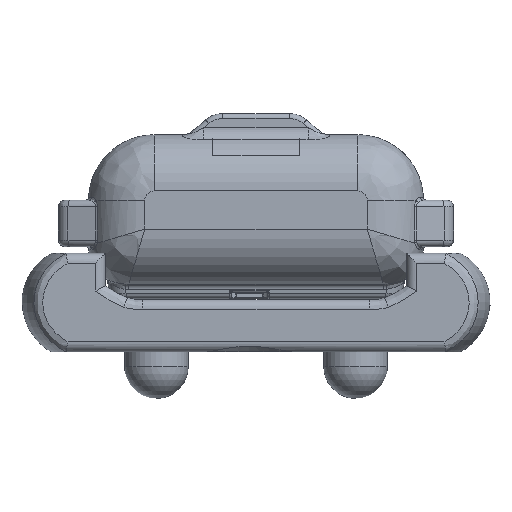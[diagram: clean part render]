
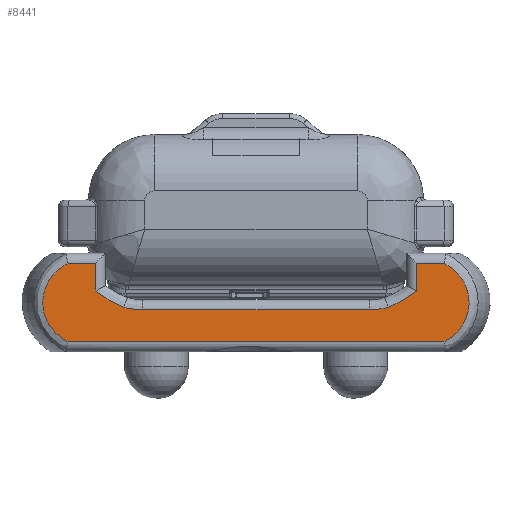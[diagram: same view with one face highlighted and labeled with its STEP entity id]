
A CAD part, front view. The second image highlights one B-rep face of the part: STEP entity #8441.
In plain terms, the highlighted planar face has unit normal (0, -1, 0).
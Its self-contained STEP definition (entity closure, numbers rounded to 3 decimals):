
#275=B_SPLINE_CURVE_WITH_KNOTS('',3,(#17735,#17736,#17737,#17738),
 .UNSPECIFIED.,.F.,.F.,(4,4),(0.893,1.388),
 .UNSPECIFIED.);
#277=B_SPLINE_CURVE_WITH_KNOTS('',3,(#17784,#17785,#17786,#17787,#17788),
 .UNSPECIFIED.,.F.,.F.,(4,1,4),(1.776,1.941,2.065),
 .UNSPECIFIED.);
#280=B_SPLINE_CURVE_WITH_KNOTS('',3,(#17848,#17849,#17850,#17851),
 .UNSPECIFIED.,.F.,.F.,(4,4),(0.,0.494),.UNSPECIFIED.);
#281=B_SPLINE_CURVE_WITH_KNOTS('',3,(#17888,#17889,#17890,#17891,#17892),
 .UNSPECIFIED.,.F.,.F.,(4,1,4),(1.777,1.942,2.066),
 .UNSPECIFIED.);
#290=B_SPLINE_CURVE_WITH_KNOTS('',3,(#17982,#17983,#17984,#17985,#17986,
#17987,#17988),.UNSPECIFIED.,.F.,.F.,(4,1,1,1,4),(8.132,8.322,
8.764,9.205,9.616),.UNSPECIFIED.);
#299=B_SPLINE_CURVE_WITH_KNOTS('',3,(#18273,#18274,#18275,#18276,#18277,
#18278,#18279),.UNSPECIFIED.,.F.,.F.,(4,1,1,1,4),(0.475,0.886,
1.107,1.548,1.959),.UNSPECIFIED.);
#745=PLANE('',#9356);
#1179=FACE_OUTER_BOUND('',#1704,.T.);
#1704=EDGE_LOOP('',(#7203,#7204,#7205,#7206,#7207,#7208,#7209,#7210,#7211,
#7212,#7213,#7214));
#2634=LINE('',#17794,#3020);
#2638=LINE('',#18159,#3024);
#2640=LINE('',#18173,#3026);
#2641=LINE('',#18177,#3027);
#2644=LINE('',#18270,#3030);
#2645=LINE('',#18272,#3031);
#3020=VECTOR('',#11350,1.5);
#3024=VECTOR('',#11374,10.);
#3026=VECTOR('',#11378,10.);
#3027=VECTOR('',#11383,10.);
#3030=VECTOR('',#11388,10.);
#3031=VECTOR('',#11389,10.);
#3685=VERTEX_POINT('',#17717);
#3686=VERTEX_POINT('',#17734);
#3688=VERTEX_POINT('',#17780);
#3690=VERTEX_POINT('',#17790);
#3692=VERTEX_POINT('',#17823);
#3695=VERTEX_POINT('',#17846);
#3708=VERTEX_POINT('',#17980);
#3709=VERTEX_POINT('',#17981);
#3714=VERTEX_POINT('',#18157);
#3716=VERTEX_POINT('',#18176);
#3722=VERTEX_POINT('',#18269);
#3723=VERTEX_POINT('',#18271);
#4875=EDGE_CURVE('',#3685,#3686,#275,.T.);
#4880=EDGE_CURVE('',#3686,#3688,#277,.T.);
#4883=EDGE_CURVE('',#3688,#3690,#2634,.T.);
#4887=EDGE_CURVE('',#3695,#3692,#280,.T.);
#4889=EDGE_CURVE('',#3690,#3695,#281,.T.);
#4904=EDGE_CURVE('',#3708,#3709,#290,.T.);
#4910=EDGE_CURVE('',#3714,#3708,#2638,.T.);
#4913=EDGE_CURVE('',#3692,#3714,#2640,.T.);
#4915=EDGE_CURVE('',#3709,#3716,#2641,.T.);
#4922=EDGE_CURVE('',#3722,#3685,#2644,.T.);
#4923=EDGE_CURVE('',#3723,#3722,#2645,.T.);
#4924=EDGE_CURVE('',#3716,#3723,#299,.T.);
#7203=ORIENTED_EDGE('',*,*,#4922,.F.);
#7204=ORIENTED_EDGE('',*,*,#4923,.F.);
#7205=ORIENTED_EDGE('',*,*,#4924,.F.);
#7206=ORIENTED_EDGE('',*,*,#4915,.F.);
#7207=ORIENTED_EDGE('',*,*,#4904,.F.);
#7208=ORIENTED_EDGE('',*,*,#4910,.F.);
#7209=ORIENTED_EDGE('',*,*,#4913,.F.);
#7210=ORIENTED_EDGE('',*,*,#4887,.F.);
#7211=ORIENTED_EDGE('',*,*,#4889,.F.);
#7212=ORIENTED_EDGE('',*,*,#4883,.F.);
#7213=ORIENTED_EDGE('',*,*,#4880,.F.);
#7214=ORIENTED_EDGE('',*,*,#4875,.F.);
#8441=ADVANCED_FACE('',(#1179),#745,.F.);
#9356=AXIS2_PLACEMENT_3D('',#18268,#11386,#11387);
#11350=DIRECTION('',(1.,0.,0.));
#11374=DIRECTION('',(1.,0.,0.));
#11378=DIRECTION('',(0.,0.,1.));
#11383=DIRECTION('',(-1.,0.,0.));
#11386=DIRECTION('center_axis',(0.,1.,0.));
#11387=DIRECTION('ref_axis',(-1.,0.,0.));
#11388=DIRECTION('',(0.,0.,-1.));
#11389=DIRECTION('',(1.,0.,0.));
#17717=CARTESIAN_POINT('',(-24.191,-18.3,-0.821));
#17734=CARTESIAN_POINT('',(-19.907,-18.3,-3.261));
#17735=CARTESIAN_POINT('Ctrl Pts',(-24.191,-18.3,-0.821));
#17736=CARTESIAN_POINT('Ctrl Pts',(-22.85,-18.3,-1.779));
#17737=CARTESIAN_POINT('Ctrl Pts',(-21.449,-18.3,-2.678));
#17738=CARTESIAN_POINT('Ctrl Pts',(-19.907,-18.3,-3.261));
#17780=CARTESIAN_POINT('',(-17.05,-18.3,-3.614));
#17784=CARTESIAN_POINT('Ctrl Pts',(-19.907,-18.3,-3.261));
#17785=CARTESIAN_POINT('Ctrl Pts',(-19.392,-18.3,-3.455));
#17786=CARTESIAN_POINT('Ctrl Pts',(-18.422,-18.3,-3.586));
#17787=CARTESIAN_POINT('Ctrl Pts',(-17.463,-18.3,-3.614));
#17788=CARTESIAN_POINT('Ctrl Pts',(-17.05,-18.3,-3.614));
#17790=CARTESIAN_POINT('',(17.05,-18.3,-3.614));
#17794=CARTESIAN_POINT('',(8.525,-18.3,-3.614));
#17823=CARTESIAN_POINT('',(24.191,-18.3,-0.821));
#17846=CARTESIAN_POINT('',(19.907,-18.3,-3.261));
#17848=CARTESIAN_POINT('Ctrl Pts',(19.907,-18.3,-3.261));
#17849=CARTESIAN_POINT('Ctrl Pts',(21.449,-18.3,-2.678));
#17850=CARTESIAN_POINT('Ctrl Pts',(22.85,-18.3,-1.779));
#17851=CARTESIAN_POINT('Ctrl Pts',(24.191,-18.3,-0.821));
#17888=CARTESIAN_POINT('Ctrl Pts',(17.05,-18.3,-3.614));
#17889=CARTESIAN_POINT('Ctrl Pts',(17.6,-18.3,-3.614));
#17890=CARTESIAN_POINT('Ctrl Pts',(18.564,-18.3,-3.583));
#17891=CARTESIAN_POINT('Ctrl Pts',(19.518,-18.3,-3.408));
#17892=CARTESIAN_POINT('Ctrl Pts',(19.907,-18.3,-3.261));
#17980=CARTESIAN_POINT('',(28.295,-18.3,3.351));
#17981=CARTESIAN_POINT('',(28.295,-18.3,-8.5));
#17982=CARTESIAN_POINT('Ctrl Pts',(28.295,-18.3,3.351));
#17983=CARTESIAN_POINT('Ctrl Pts',(28.859,-18.3,3.063));
#17984=CARTESIAN_POINT('Ctrl Pts',(30.622,-18.3,1.892));
#17985=CARTESIAN_POINT('Ctrl Pts',(32.546,-18.3,-1.376));
#17986=CARTESIAN_POINT('Ctrl Pts',(31.724,-18.3,-5.896));
#17987=CARTESIAN_POINT('Ctrl Pts',(29.515,-18.3,-7.874));
#17988=CARTESIAN_POINT('Ctrl Pts',(28.295,-18.3,-8.5));
#18157=CARTESIAN_POINT('',(24.191,-18.3,3.351));
#18159=CARTESIAN_POINT('',(8.525,-18.3,3.351));
#18173=CARTESIAN_POINT('',(24.191,-18.3,-2.2));
#18176=CARTESIAN_POINT('',(-28.295,-18.3,-8.5));
#18177=CARTESIAN_POINT('',(8.525,-18.3,-8.5));
#18268=CARTESIAN_POINT('Origin',(17.05,-18.3,-2.2));
#18269=CARTESIAN_POINT('',(-24.191,-18.3,3.351));
#18270=CARTESIAN_POINT('',(-24.191,-18.3,-2.2));
#18271=CARTESIAN_POINT('',(-28.295,-18.3,3.351));
#18272=CARTESIAN_POINT('',(8.525,-18.3,3.351));
#18273=CARTESIAN_POINT('Ctrl Pts',(-28.295,-18.3,-8.5));
#18274=CARTESIAN_POINT('Ctrl Pts',(-29.513,-18.3,-7.874));
#18275=CARTESIAN_POINT('Ctrl Pts',(-31.136,-18.3,-6.405));
#18276=CARTESIAN_POINT('Ctrl Pts',(-32.402,-18.3,-2.991));
#18277=CARTESIAN_POINT('Ctrl Pts',(-31.725,-18.3,0.741));
#18278=CARTESIAN_POINT('Ctrl Pts',(-29.515,-18.3,2.724));
#18279=CARTESIAN_POINT('Ctrl Pts',(-28.295,-18.3,3.35));
